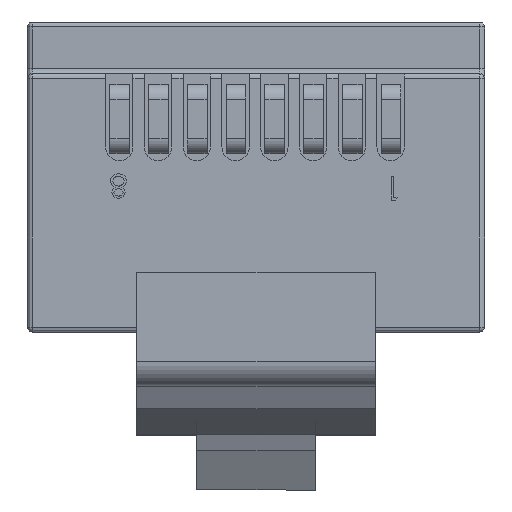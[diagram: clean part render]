
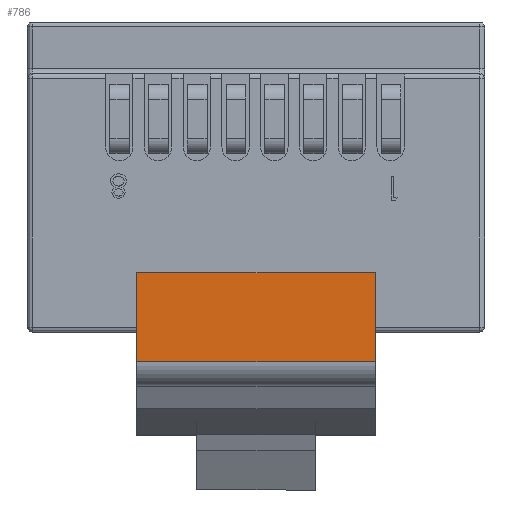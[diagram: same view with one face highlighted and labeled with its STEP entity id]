
A CAD part, front view. The second image highlights one B-rep face of the part: STEP entity #786.
In plain terms, the highlighted face is planar.
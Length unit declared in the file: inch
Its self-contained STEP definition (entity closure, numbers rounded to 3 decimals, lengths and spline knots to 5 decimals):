
#617 = VERTEX_POINT ( 'NONE', #3454 ) ;
#619 = EDGE_CURVE ( 'NONE', #617, #620, #3453, .T. ) ;
#620 = VERTEX_POINT ( 'NONE', #3449 ) ;
#785 = EDGE_LOOP ( 'NONE', ( #787, #870, #873, #874 ) ) ;
#786 = ADVANCED_FACE ( 'NONE', ( #3694 ), #3698, .F. ) ;
#787 = ORIENTED_EDGE ( 'NONE', *, *, #619, .F. ) ;
#822 = EDGE_CURVE ( 'NONE', #872, #823, #3940, .T. ) ;
#823 = VERTEX_POINT ( 'NONE', #3874 ) ;
#827 = EDGE_CURVE ( 'NONE', #620, #823, #3830, .T. ) ;
#870 = ORIENTED_EDGE ( 'NONE', *, *, #871, .T. ) ;
#871 = EDGE_CURVE ( 'NONE', #617, #872, #3880, .T. ) ;
#872 = VERTEX_POINT ( 'NONE', #3876 ) ;
#873 = ORIENTED_EDGE ( 'NONE', *, *, #822, .T. ) ;
#874 = ORIENTED_EDGE ( 'NONE', *, *, #827, .F. ) ;
#3449 = CARTESIAN_POINT ( 'NONE',  ( 0.12, 0.07, 0.873 ) ) ;
#3450 = DIRECTION ( 'NONE',  ( 0., -1., 0. ) ) ;
#3451 = VECTOR ( 'NONE', #3450, 39.37008 ) ;
#3452 = CARTESIAN_POINT ( 'NONE',  ( 0.12, 0.185, 0.873 ) ) ;
#3453 = LINE ( 'NONE', #3452, #3451 ) ;
#3454 = CARTESIAN_POINT ( 'NONE',  ( 0.12, 0.16, 0.873 ) ) ;
#3690 = DIRECTION ( 'NONE',  ( -1., 0., 0. ) ) ;
#3691 = DIRECTION ( 'NONE',  ( 0., 0., -1. ) ) ;
#3692 = CARTESIAN_POINT ( 'NONE',  ( 0.12, 0.185, 0.873 ) ) ;
#3693 = AXIS2_PLACEMENT_3D ( 'NONE', #3692, #3691, #3690 ) ;
#3694 = FACE_OUTER_BOUND ( 'NONE', #785, .T. ) ;
#3698 = PLANE ( 'NONE',  #3693 ) ;
#3827 = DIRECTION ( 'NONE',  ( -1., 0., 0. ) ) ;
#3828 = VECTOR ( 'NONE', #3827, 39.37008 ) ;
#3829 = CARTESIAN_POINT ( 'NONE',  ( 0.12, 0.07, 0.873 ) ) ;
#3830 = LINE ( 'NONE', #3829, #3828 ) ;
#3874 = CARTESIAN_POINT ( 'NONE',  ( -0.12, 0.07, 0.873 ) ) ;
#3875 = VECTOR ( 'NONE', #3938, 39.37008 ) ;
#3876 = CARTESIAN_POINT ( 'NONE',  ( -0.12, 0.16, 0.873 ) ) ;
#3877 = DIRECTION ( 'NONE',  ( -1., 0., 0. ) ) ;
#3878 = VECTOR ( 'NONE', #3877, 39.37008 ) ;
#3879 = CARTESIAN_POINT ( 'NONE',  ( -0.12, 0.16, 0.873 ) ) ;
#3880 = LINE ( 'NONE', #3879, #3878 ) ;
#3938 = DIRECTION ( 'NONE',  ( 0., -1., 0. ) ) ;
#3939 = CARTESIAN_POINT ( 'NONE',  ( -0.12, 0.185, 0.873 ) ) ;
#3940 = LINE ( 'NONE', #3939, #3875 ) ;
